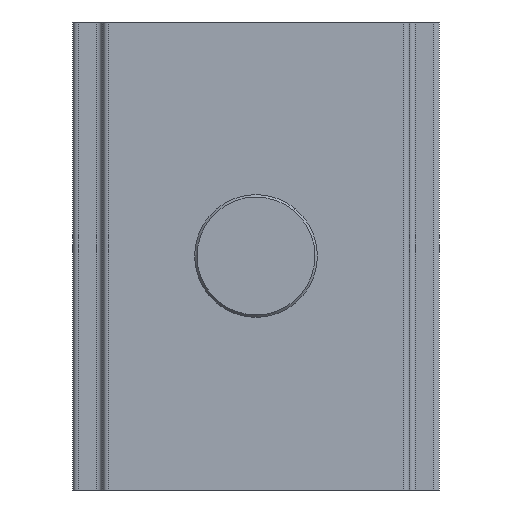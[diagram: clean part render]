
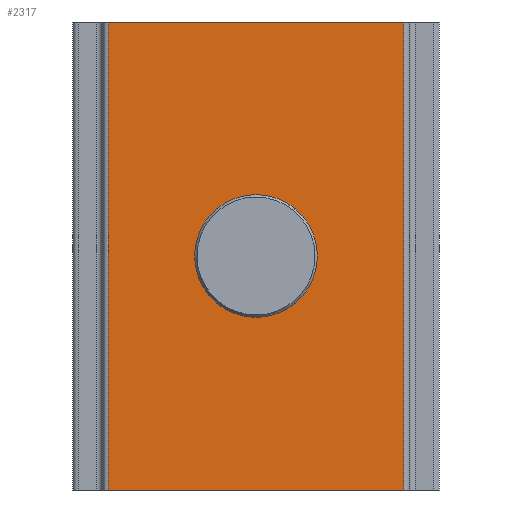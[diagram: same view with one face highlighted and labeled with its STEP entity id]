
A CAD part, front view. The second image highlights one B-rep face of the part: STEP entity #2317.
In plain terms, the highlighted planar face has unit normal (0, -1, 0).
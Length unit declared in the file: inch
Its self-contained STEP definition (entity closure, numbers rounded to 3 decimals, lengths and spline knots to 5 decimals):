
#21 = DIRECTION ( 'NONE',  ( 0., 0., 1. ) ) ;
#24 = DIRECTION ( 'NONE',  ( 0., -1., 0. ) ) ;
#127 = CARTESIAN_POINT ( 'NONE',  ( -0.395, 0., 0.625 ) ) ;
#186 = EDGE_CURVE ( 'NONE', #405, #361, #2159, .T. ) ;
#211 = CARTESIAN_POINT ( 'NONE',  ( -0.395, 0., 0.625 ) ) ;
#257 = CARTESIAN_POINT ( 'NONE',  ( 0.395, 0., 0.625 ) ) ;
#273 = AXIS2_PLACEMENT_3D ( 'NONE', #383, #24, #21 ) ;
#296 = PLANE ( 'NONE',  #2814 ) ;
#357 = DIRECTION ( 'NONE',  ( 1., 0., 0. ) ) ;
#361 = VERTEX_POINT ( 'NONE', #1267 ) ;
#383 = CARTESIAN_POINT ( 'NONE',  ( 0., 0., 0. ) ) ;
#405 = VERTEX_POINT ( 'NONE', #1943 ) ;
#728 = CARTESIAN_POINT ( 'NONE',  ( 0.395, 0., 0.625 ) ) ;
#770 = DIRECTION ( 'NONE',  ( 0., 0., -1. ) ) ;
#786 = FACE_OUTER_BOUND ( 'NONE', #1022, .T. ) ;
#820 = VERTEX_POINT ( 'NONE', #211 ) ;
#951 = CARTESIAN_POINT ( 'NONE',  ( -0.395, 0., 0.625 ) ) ;
#971 = CARTESIAN_POINT ( 'NONE',  ( 0., 0., 0. ) ) ;
#976 = ORIENTED_EDGE ( 'NONE', *, *, #1072, .F. ) ;
#981 = DIRECTION ( 'NONE',  ( 0., -1., 0. ) ) ;
#991 = DIRECTION ( 'NONE',  ( 0., 0., 1. ) ) ;
#1013 = FACE_BOUND ( 'NONE', #2121, .T. ) ;
#1020 = EDGE_CURVE ( 'NONE', #820, #2141, #1820, .T. ) ;
#1022 = EDGE_LOOP ( 'NONE', ( #976, #2483, #2242, #1292 ) ) ;
#1051 = DIRECTION ( 'NONE',  ( 0., 0., 1. ) ) ;
#1072 = EDGE_CURVE ( 'NONE', #2141, #405, #2070, .T. ) ;
#1095 = EDGE_CURVE ( 'NONE', #1682, #1131, #2400, .T. ) ;
#1109 = EDGE_CURVE ( 'NONE', #361, #820, #2701, .T. ) ;
#1131 = VERTEX_POINT ( 'NONE', #1240 ) ;
#1133 = VECTOR ( 'NONE', #770, 39.37008 ) ;
#1240 = CARTESIAN_POINT ( 'NONE',  ( 0., 0., -0.164 ) ) ;
#1267 = CARTESIAN_POINT ( 'NONE',  ( -0.395, 0., -0.625 ) ) ;
#1292 = ORIENTED_EDGE ( 'NONE', *, *, #186, .F. ) ;
#1317 = ORIENTED_EDGE ( 'NONE', *, *, #2212, .F. ) ;
#1407 = CARTESIAN_POINT ( 'NONE',  ( -0.395, 0., 0.625 ) ) ;
#1484 = DIRECTION ( 'NONE',  ( 0., 1., 0. ) ) ;
#1503 = DIRECTION ( 'NONE',  ( 0., 0., 1. ) ) ;
#1682 = VERTEX_POINT ( 'NONE', #2905 ) ;
#1746 = VECTOR ( 'NONE', #357, 39.37008 ) ;
#1820 = LINE ( 'NONE', #127, #1746 ) ;
#1943 = CARTESIAN_POINT ( 'NONE',  ( 0.395, 0., -0.625 ) ) ;
#2070 = LINE ( 'NONE', #728, #1133 ) ;
#2121 = EDGE_LOOP ( 'NONE', ( #2932, #1317 ) ) ;
#2141 = VERTEX_POINT ( 'NONE', #257 ) ;
#2159 = LINE ( 'NONE', #2219, #2467 ) ;
#2177 = DIRECTION ( 'NONE',  ( -1., 0., 0. ) ) ;
#2212 = EDGE_CURVE ( 'NONE', #1131, #1682, #2813, .T. ) ;
#2219 = CARTESIAN_POINT ( 'NONE',  ( -0.395, 0., -0.625 ) ) ;
#2242 = ORIENTED_EDGE ( 'NONE', *, *, #1109, .F. ) ;
#2317 = ADVANCED_FACE ( 'NONE', ( #1013, #786 ), #296, .F. ) ;
#2400 = CIRCLE ( 'NONE', #2997, 0.164 ) ;
#2467 = VECTOR ( 'NONE', #2177, 39.37008 ) ;
#2483 = ORIENTED_EDGE ( 'NONE', *, *, #1020, .F. ) ;
#2701 = LINE ( 'NONE', #951, #2761 ) ;
#2761 = VECTOR ( 'NONE', #1051, 39.37008 ) ;
#2813 = CIRCLE ( 'NONE', #273, 0.164 ) ;
#2814 = AXIS2_PLACEMENT_3D ( 'NONE', #1407, #1484, #1503 ) ;
#2905 = CARTESIAN_POINT ( 'NONE',  ( 0., 0., 0.164 ) ) ;
#2932 = ORIENTED_EDGE ( 'NONE', *, *, #1095, .F. ) ;
#2997 = AXIS2_PLACEMENT_3D ( 'NONE', #971, #981, #991 ) ;
